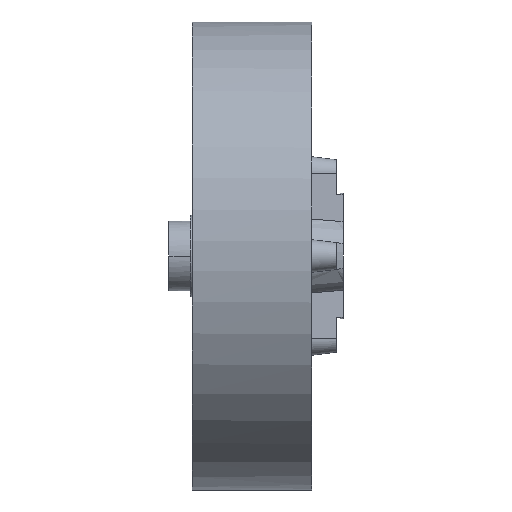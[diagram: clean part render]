
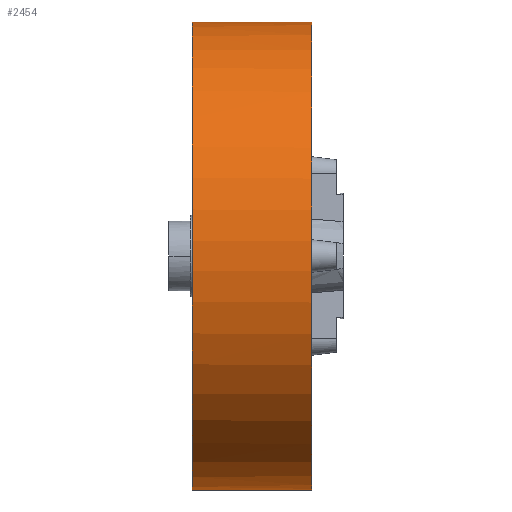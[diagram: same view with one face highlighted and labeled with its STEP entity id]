
A CAD part, front view. The second image highlights one B-rep face of the part: STEP entity #2454.
In plain terms, the highlighted free-form (B-spline) face has degree [2, 1] with [5, 2] control points.
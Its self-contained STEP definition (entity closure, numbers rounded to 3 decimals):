
#2372 = VERTEX_POINT('',#2373);
#2373 = CARTESIAN_POINT('',(-40.822,0.,
    159.888));
#2374 = VERTEX_POINT('',#2375);
#2375 = CARTESIAN_POINT('',(-40.822,0.,
    -159.888));
#2383 = EDGE_CURVE('',#2374,#2372,#2384,.T.);
#2384 = ( BOUNDED_CURVE() B_SPLINE_CURVE(2,(#2385,#2386,#2387,#2388,
#2389),.UNSPECIFIED.,.F.,.F.) B_SPLINE_CURVE_WITH_KNOTS((3,2,3),(0.,
1.571,3.142),.PIECEWISE_BEZIER_KNOTS.) CURVE() 
GEOMETRIC_REPRESENTATION_ITEM() RATIONAL_B_SPLINE_CURVE((1.,
0.707,1.,0.707,1.)) REPRESENTATION_ITEM('') );
#2385 = CARTESIAN_POINT('',(-40.822,0.,-159.888));
#2386 = CARTESIAN_POINT('',(-40.822,-159.888,
    -159.888));
#2387 = CARTESIAN_POINT('',(-40.822,-159.888,
    0.));
#2388 = CARTESIAN_POINT('',(-40.822,-159.888,
    159.888));
#2389 = CARTESIAN_POINT('',(-40.822,0.,
    159.888));
#2421 = EDGE_CURVE('',#2422,#2372,#2424,.T.);
#2422 = VERTEX_POINT('',#2423);
#2423 = CARTESIAN_POINT('',(40.822,0.,
    159.888));
#2424 = B_SPLINE_CURVE_WITH_KNOTS('',1,(#2425,#2426),.UNSPECIFIED.,.F.,
  .F.,(2,2),(0.,72.),.PIECEWISE_BEZIER_KNOTS.);
#2425 = CARTESIAN_POINT('',(40.822,0.,
    159.888));
#2426 = CARTESIAN_POINT('',(-40.822,0.,
    159.888));
#2429 = VERTEX_POINT('',#2430);
#2430 = CARTESIAN_POINT('',(40.822,0.,
    -159.888));
#2438 = EDGE_CURVE('',#2429,#2374,#2439,.T.);
#2439 = B_SPLINE_CURVE_WITH_KNOTS('',1,(#2440,#2441),.UNSPECIFIED.,.F.,
  .F.,(2,2),(0.,72.),.PIECEWISE_BEZIER_KNOTS.);
#2440 = CARTESIAN_POINT('',(40.822,0.,
    -159.888));
#2441 = CARTESIAN_POINT('',(-40.822,0.,
    -159.888));
#2454 = ADVANCED_FACE('',(#2455),#2468,.T.);
#2455 = FACE_BOUND('',#2456,.T.);
#2456 = EDGE_LOOP('',(#2457,#2458,#2466,#2467));
#2457 = ORIENTED_EDGE('',*,*,#2438,.F.);
#2458 = ORIENTED_EDGE('',*,*,#2459,.F.);
#2459 = EDGE_CURVE('',#2422,#2429,#2460,.T.);
#2460 = ( BOUNDED_CURVE() B_SPLINE_CURVE(2,(#2461,#2462,#2463,#2464,
#2465),.UNSPECIFIED.,.F.,.F.) B_SPLINE_CURVE_WITH_KNOTS((3,2,3),(0.,
1.571,3.142),.PIECEWISE_BEZIER_KNOTS.) CURVE() 
GEOMETRIC_REPRESENTATION_ITEM() RATIONAL_B_SPLINE_CURVE((1.,
0.707,1.,0.707,1.)) REPRESENTATION_ITEM('') );
#2461 = CARTESIAN_POINT('',(40.822,0.,159.888));
#2462 = CARTESIAN_POINT('',(40.822,-159.888,
    159.888));
#2463 = CARTESIAN_POINT('',(40.822,-159.888,
    0.));
#2464 = CARTESIAN_POINT('',(40.822,-159.888,
    -159.888));
#2465 = CARTESIAN_POINT('',(40.822,0.,
    -159.888));
#2466 = ORIENTED_EDGE('',*,*,#2421,.T.);
#2467 = ORIENTED_EDGE('',*,*,#2383,.F.);
#2468 = ( BOUNDED_SURFACE() B_SPLINE_SURFACE(2,1,(
    (#2469,#2470)
    ,(#2471,#2472)
    ,(#2473,#2474)
    ,(#2475,#2476)
    ,(#2477,#2478
)),.UNSPECIFIED.,.F.,.F.,.F.) B_SPLINE_SURFACE_WITH_KNOTS((3,2,3),(2,2),
  (3.142,4.712,6.283),(-18.,54.),
.PIECEWISE_BEZIER_KNOTS.) GEOMETRIC_REPRESENTATION_ITEM() 
RATIONAL_B_SPLINE_SURFACE((
    (1.,1.)
    ,(0.707,0.707)
    ,(1.,1.)
    ,(0.707,0.707)
,(1.,1.))) REPRESENTATION_ITEM('') SURFACE() );
#2469 = CARTESIAN_POINT('',(40.822,0.,
    -159.888));
#2470 = CARTESIAN_POINT('',(-40.822,0.,
    -159.888));
#2471 = CARTESIAN_POINT('',(40.822,-159.888,
    -159.888));
#2472 = CARTESIAN_POINT('',(-40.822,-159.888,
    -159.888));
#2473 = CARTESIAN_POINT('',(40.822,-159.888,
    0.));
#2474 = CARTESIAN_POINT('',(-40.822,-159.888,
    0.));
#2475 = CARTESIAN_POINT('',(40.822,-159.888,
    159.888));
#2476 = CARTESIAN_POINT('',(-40.822,-159.888,
    159.888));
#2477 = CARTESIAN_POINT('',(40.822,0.,
    159.888));
#2478 = CARTESIAN_POINT('',(-40.822,0.,
    159.888));
